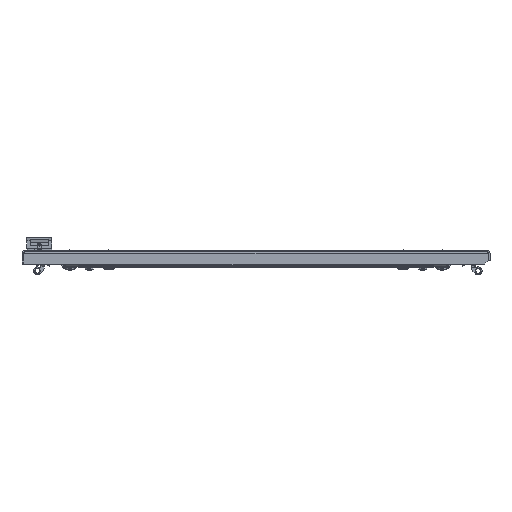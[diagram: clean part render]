
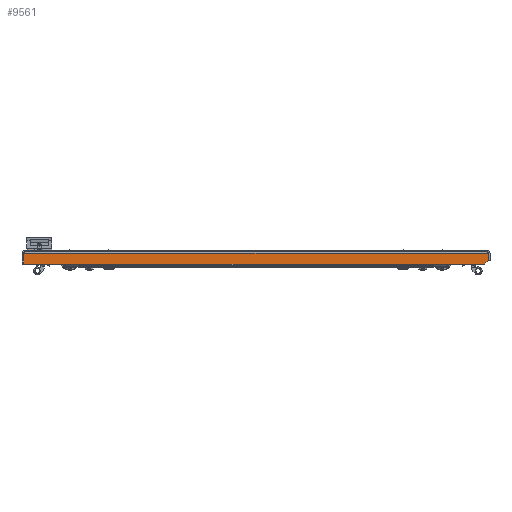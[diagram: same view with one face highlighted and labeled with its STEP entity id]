
A CAD part, front view. The second image highlights one B-rep face of the part: STEP entity #9561.
In plain terms, the highlighted planar face has unit normal (0, -1, 0).
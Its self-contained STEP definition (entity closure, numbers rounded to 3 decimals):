
#2202 = CARTESIAN_POINT ( 'NONE',  ( -296.329, -892., 0. ) ) ;
#2293 = CARTESIAN_POINT ( 'NONE',  ( 291.329, -892., -16. ) ) ;
#2399 = CARTESIAN_POINT ( 'NONE',  ( -298.4, -892., -16. ) ) ;
#3171 = VERTEX_POINT ( 'NONE', #17349 ) ;
#3329 = LINE ( 'NONE', #2202, #14109 ) ;
#4302 = EDGE_CURVE ( 'NONE', #3171, #28821, #10924, .T. ) ;
#4567 = VECTOR ( 'NONE', #47511, 1000. ) ;
#6356 = LINE ( 'NONE', #36082, #4567 ) ;
#6798 = PLANE ( 'NONE',  #31078 ) ;
#6929 = VECTOR ( 'NONE', #21854, 1000. ) ;
#7044 = FACE_OUTER_BOUND ( 'NONE', #44808, .T. ) ;
#9090 = CARTESIAN_POINT ( 'NONE',  ( 296.329, -892., 0. ) ) ;
#9561 = ADVANCED_FACE ( '�����12', ( #7044 ), #6798, .F. ) ;
#10924 = LINE ( 'NONE', #48914, #36454 ) ;
#14109 = VECTOR ( 'NONE', #17484, 1000. ) ;
#14830 = VECTOR ( 'NONE', #35467, 1000. ) ;
#16796 = EDGE_CURVE ( 'NONE', #28821, #47832, #29113, .T. ) ;
#17349 = CARTESIAN_POINT ( 'NONE',  ( -296.329, -892., -2. ) ) ;
#17484 = DIRECTION ( 'NONE',  ( 0., 0., -1. ) ) ;
#19730 = EDGE_CURVE ( '������14', #3171, #35822, #3329, .T. ) ;
#21854 = DIRECTION ( 'NONE',  ( 1., 0., 0. ) ) ;
#22434 = CARTESIAN_POINT ( 'NONE',  ( -296.329, -892., -16. ) ) ;
#26222 = DIRECTION ( 'NONE',  ( 0., 0., 1. ) ) ;
#26845 = EDGE_CURVE ( 'NONE', #33498, #47832, #6356, .T. ) ;
#27294 = ORIENTED_EDGE ( 'NONE', *, *, #4302, .F. ) ;
#28821 = VERTEX_POINT ( 'NONE', #40452 ) ;
#29113 = LINE ( 'NONE', #9090, #14830 ) ;
#31078 = AXIS2_PLACEMENT_3D ( 'NONE', #37198, #34013, #26222 ) ;
#33498 = VERTEX_POINT ( 'NONE', #2293 ) ;
#33967 = CARTESIAN_POINT ( 'NONE',  ( 296.329, -892., -11. ) ) ;
#34013 = DIRECTION ( 'NONE',  ( 0., 1., 0. ) ) ;
#34925 = ORIENTED_EDGE ( 'NONE', *, *, #16796, .F. ) ;
#35467 = DIRECTION ( 'NONE',  ( 0., 0., -1. ) ) ;
#35822 = VERTEX_POINT ( 'NONE', #22434 ) ;
#36082 = CARTESIAN_POINT ( 'NONE',  ( 296.329, -892., -11. ) ) ;
#36454 = VECTOR ( 'NONE', #41683, 1000. ) ;
#36868 = EDGE_CURVE ( 'NONE', #35822, #33498, #37834, .T. ) ;
#37198 = CARTESIAN_POINT ( 'NONE',  ( -298.4, -892., 0. ) ) ;
#37834 = LINE ( 'NONE', #2399, #6929 ) ;
#40452 = CARTESIAN_POINT ( 'NONE',  ( 296.329, -892., -2. ) ) ;
#41683 = DIRECTION ( 'NONE',  ( 1., 0., 0. ) ) ;
#44808 = EDGE_LOOP ( 'NONE', ( #47480, #45914, #34925, #27294, #48339 ) ) ;
#45914 = ORIENTED_EDGE ( 'NONE', *, *, #26845, .T. ) ;
#47480 = ORIENTED_EDGE ( 'NONE', *, *, #36868, .T. ) ;
#47511 = DIRECTION ( 'NONE',  ( 0.707, 0., 0.707 ) ) ;
#47832 = VERTEX_POINT ( 'NONE', #33967 ) ;
#48339 = ORIENTED_EDGE ( 'NONE', *, *, #19730, .T. ) ;
#48914 = CARTESIAN_POINT ( 'NONE',  ( 298.4, -892., -2. ) ) ;
